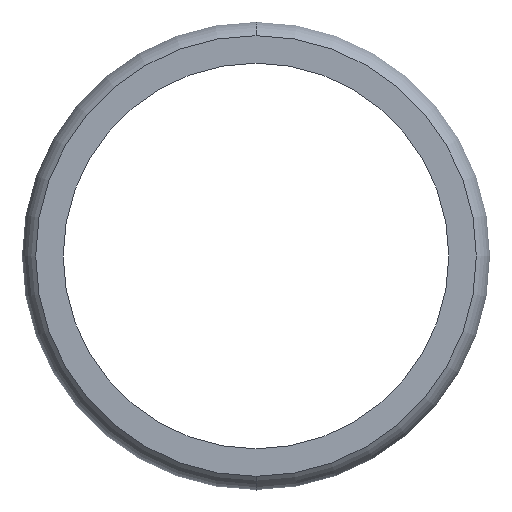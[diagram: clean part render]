
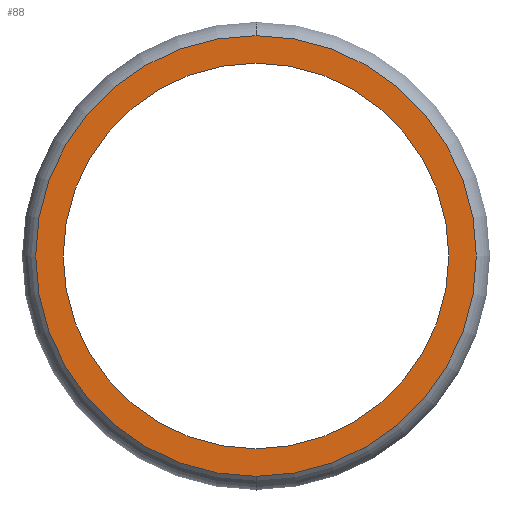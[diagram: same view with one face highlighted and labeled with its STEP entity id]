
A CAD part, front view. The second image highlights one B-rep face of the part: STEP entity #88.
In plain terms, the highlighted planar face has unit normal (0, -1, 0).
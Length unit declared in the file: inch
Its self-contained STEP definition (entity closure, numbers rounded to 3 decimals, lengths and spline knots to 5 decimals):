
#2 = AXIS2_PLACEMENT_3D ( 'NONE', #126, #227, #23 ) ;
#5 = FACE_BOUND ( 'NONE', #123, .T. ) ;
#10 = EDGE_CURVE ( 'NONE', #182, #54, #71, .T. ) ;
#11 = CARTESIAN_POINT ( 'NONE',  ( 1., 0., 0. ) ) ;
#12 = ORIENTED_EDGE ( 'NONE', *, *, #24, .F. ) ;
#21 = CARTESIAN_POINT ( 'NONE',  ( 0., 0., 0. ) ) ;
#23 = DIRECTION ( 'NONE',  ( 0., 0., -1. ) ) ;
#24 = EDGE_CURVE ( 'NONE', #54, #182, #104, .T. ) ;
#54 = VERTEX_POINT ( 'NONE', #302 ) ;
#60 = FACE_OUTER_BOUND ( 'NONE', #248, .T. ) ;
#64 = AXIS2_PLACEMENT_3D ( 'NONE', #11, #249, #242 ) ;
#71 = CIRCLE ( 'NONE', #259, 0.875 ) ;
#87 = CARTESIAN_POINT ( 'NONE',  ( 0., 0., -1. ) ) ;
#88 = ADVANCED_FACE ( 'NONE', ( #60, #5 ), #129, .T. ) ;
#102 = CARTESIAN_POINT ( 'NONE',  ( 0., 0., -0.875 ) ) ;
#104 = CIRCLE ( 'NONE', #241, 0.875 ) ;
#118 = DIRECTION ( 'NONE',  ( 0., 0., -1. ) ) ;
#123 = EDGE_LOOP ( 'NONE', ( #298, #12 ) ) ;
#125 = DIRECTION ( 'NONE',  ( 0., -1., 0. ) ) ;
#126 = CARTESIAN_POINT ( 'NONE',  ( 0., 0., 0. ) ) ;
#129 = PLANE ( 'NONE',  #64 ) ;
#139 = ORIENTED_EDGE ( 'NONE', *, *, #200, .T. ) ;
#154 = DIRECTION ( 'NONE',  ( 0., 0., -1. ) ) ;
#182 = VERTEX_POINT ( 'NONE', #102 ) ;
#185 = VERTEX_POINT ( 'NONE', #87 ) ;
#194 = CIRCLE ( 'NONE', #292, 1. ) ;
#198 = DIRECTION ( 'NONE',  ( 0., -1., 0. ) ) ;
#200 = EDGE_CURVE ( 'NONE', #185, #210, #309, .T. ) ;
#209 = DIRECTION ( 'NONE',  ( 0., -1., 0. ) ) ;
#210 = VERTEX_POINT ( 'NONE', #314 ) ;
#226 = CARTESIAN_POINT ( 'NONE',  ( 0., 0., 0. ) ) ;
#227 = DIRECTION ( 'NONE',  ( 0., -1., 0. ) ) ;
#241 = AXIS2_PLACEMENT_3D ( 'NONE', #21, #209, #118 ) ;
#242 = DIRECTION ( 'NONE',  ( 0., 0., -1. ) ) ;
#248 = EDGE_LOOP ( 'NONE', ( #139, #315 ) ) ;
#249 = DIRECTION ( 'NONE',  ( 0., -1., 0. ) ) ;
#259 = AXIS2_PLACEMENT_3D ( 'NONE', #226, #198, #154 ) ;
#280 = CARTESIAN_POINT ( 'NONE',  ( 0., 0., 0. ) ) ;
#292 = AXIS2_PLACEMENT_3D ( 'NONE', #280, #125, #303 ) ;
#298 = ORIENTED_EDGE ( 'NONE', *, *, #10, .F. ) ;
#302 = CARTESIAN_POINT ( 'NONE',  ( 0., 0., 0.875 ) ) ;
#303 = DIRECTION ( 'NONE',  ( 0., 0., -1. ) ) ;
#308 = EDGE_CURVE ( 'NONE', #210, #185, #194, .T. ) ;
#309 = CIRCLE ( 'NONE', #2, 1. ) ;
#314 = CARTESIAN_POINT ( 'NONE',  ( 0., 0., 1. ) ) ;
#315 = ORIENTED_EDGE ( 'NONE', *, *, #308, .T. ) ;
